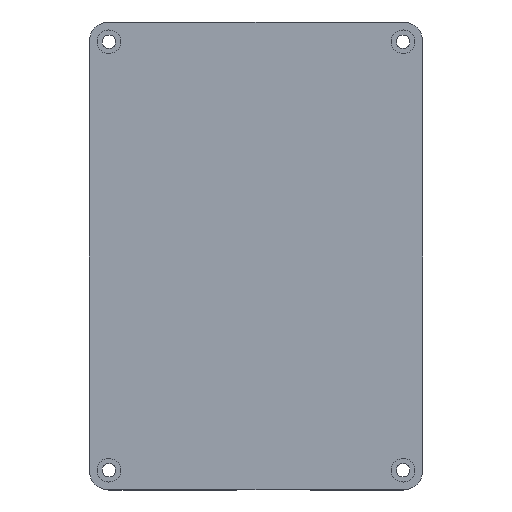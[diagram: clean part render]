
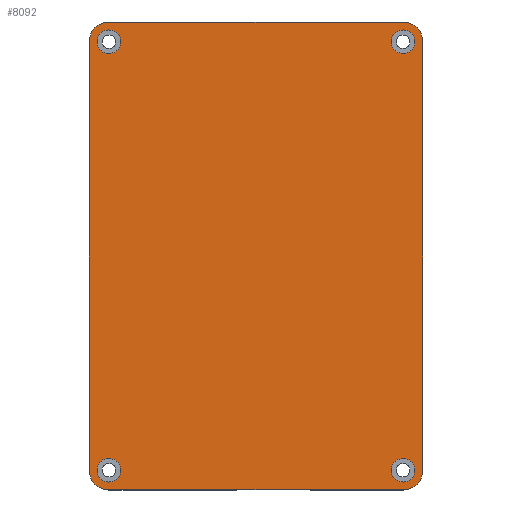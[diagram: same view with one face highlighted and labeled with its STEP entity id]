
A CAD part, front view. The second image highlights one B-rep face of the part: STEP entity #8092.
In plain terms, the highlighted planar face has unit normal (0, -1, 0).
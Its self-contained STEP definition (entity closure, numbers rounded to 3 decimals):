
#725=FACE_BOUND('',#1431,.T.);
#726=FACE_BOUND('',#1432,.T.);
#727=FACE_BOUND('',#1433,.T.);
#728=FACE_BOUND('',#1434,.T.);
#790=PLANE('',#8591);
#975=FACE_OUTER_BOUND('',#1430,.T.);
#1430=EDGE_LOOP('',(#5621,#5622,#5623,#5624,#5625,#5626,#5627,#5628));
#1431=EDGE_LOOP('',(#5629));
#1432=EDGE_LOOP('',(#5630));
#1433=EDGE_LOOP('',(#5631));
#1434=EDGE_LOOP('',(#5632));
#1920=LINE('',#10229,#2629);
#1933=LINE('',#10270,#2642);
#1936=LINE('',#10278,#2645);
#1938=LINE('',#10284,#2647);
#2629=VECTOR('',#8885,10.);
#2642=VECTOR('',#8920,10.);
#2645=VECTOR('',#8929,10.);
#2647=VECTOR('',#8937,10.);
#3331=CIRCLE('',#8552,5.);
#3339=CIRCLE('',#8563,5.);
#3340=CIRCLE('',#8566,5.);
#3341=CIRCLE('',#8569,5.);
#3343=CIRCLE('',#8580,3.);
#3345=CIRCLE('',#8583,3.);
#3347=CIRCLE('',#8586,3.);
#3349=CIRCLE('',#8589,3.);
#3420=VERTEX_POINT('',#10211);
#3421=VERTEX_POINT('',#10213);
#3427=VERTEX_POINT('',#10227);
#3443=VERTEX_POINT('',#10264);
#3444=VERTEX_POINT('',#10268);
#3445=VERTEX_POINT('',#10272);
#3446=VERTEX_POINT('',#10276);
#3447=VERTEX_POINT('',#10280);
#3455=VERTEX_POINT('',#10314);
#3457=VERTEX_POINT('',#10320);
#3459=VERTEX_POINT('',#10326);
#3461=VERTEX_POINT('',#10332);
#4258=EDGE_CURVE('',#3420,#3421,#3331,.T.);
#4266=EDGE_CURVE('',#3420,#3427,#1920,.T.);
#4285=EDGE_CURVE('',#3443,#3427,#3339,.T.);
#4287=EDGE_CURVE('',#3443,#3444,#1933,.T.);
#4289=EDGE_CURVE('',#3445,#3444,#3340,.T.);
#4291=EDGE_CURVE('',#3445,#3446,#1936,.T.);
#4293=EDGE_CURVE('',#3447,#3446,#3341,.T.);
#4294=EDGE_CURVE('',#3447,#3421,#1938,.T.);
#4310=EDGE_CURVE('',#3455,#3455,#3343,.T.);
#4313=EDGE_CURVE('',#3457,#3457,#3345,.T.);
#4316=EDGE_CURVE('',#3459,#3459,#3347,.T.);
#4319=EDGE_CURVE('',#3461,#3461,#3349,.T.);
#5621=ORIENTED_EDGE('',*,*,#4258,.F.);
#5622=ORIENTED_EDGE('',*,*,#4266,.T.);
#5623=ORIENTED_EDGE('',*,*,#4285,.F.);
#5624=ORIENTED_EDGE('',*,*,#4287,.T.);
#5625=ORIENTED_EDGE('',*,*,#4289,.F.);
#5626=ORIENTED_EDGE('',*,*,#4291,.T.);
#5627=ORIENTED_EDGE('',*,*,#4293,.F.);
#5628=ORIENTED_EDGE('',*,*,#4294,.T.);
#5629=ORIENTED_EDGE('',*,*,#4313,.F.);
#5630=ORIENTED_EDGE('',*,*,#4316,.F.);
#5631=ORIENTED_EDGE('',*,*,#4319,.F.);
#5632=ORIENTED_EDGE('',*,*,#4310,.F.);
#8092=ADVANCED_FACE('',(#975,#725,#726,#727,#728),#790,.F.);
#8552=AXIS2_PLACEMENT_3D('',#10214,#8874,#8875);
#8563=AXIS2_PLACEMENT_3D('',#10266,#8915,#8916);
#8566=AXIS2_PLACEMENT_3D('',#10274,#8924,#8925);
#8569=AXIS2_PLACEMENT_3D('',#10282,#8933,#8934);
#8580=AXIS2_PLACEMENT_3D('',#10316,#8970,#8971);
#8583=AXIS2_PLACEMENT_3D('',#10322,#8977,#8978);
#8586=AXIS2_PLACEMENT_3D('',#10328,#8984,#8985);
#8589=AXIS2_PLACEMENT_3D('',#10334,#8991,#8992);
#8591=AXIS2_PLACEMENT_3D('',#10336,#8995,#8996);
#8874=DIRECTION('center_axis',(0.,1.,0.));
#8875=DIRECTION('ref_axis',(-0.707,0.,-0.707));
#8885=DIRECTION('',(1.,0.,0.));
#8915=DIRECTION('center_axis',(0.,1.,0.));
#8916=DIRECTION('ref_axis',(0.707,0.,-0.707));
#8920=DIRECTION('',(0.,0.,1.));
#8924=DIRECTION('center_axis',(0.,1.,0.));
#8925=DIRECTION('ref_axis',(0.707,0.,0.707));
#8929=DIRECTION('',(-1.,0.,0.));
#8933=DIRECTION('center_axis',(0.,1.,0.));
#8934=DIRECTION('ref_axis',(-0.707,0.,0.707));
#8937=DIRECTION('',(0.,0.,-1.));
#8970=DIRECTION('center_axis',(0.,-1.,0.));
#8971=DIRECTION('ref_axis',(1.,0.,0.));
#8977=DIRECTION('center_axis',(0.,-1.,0.));
#8978=DIRECTION('ref_axis',(1.,0.,0.));
#8984=DIRECTION('center_axis',(0.,-1.,0.));
#8985=DIRECTION('ref_axis',(1.,0.,0.));
#8991=DIRECTION('center_axis',(0.,-1.,0.));
#8992=DIRECTION('ref_axis',(1.,0.,0.));
#8995=DIRECTION('center_axis',(0.,1.,0.));
#8996=DIRECTION('ref_axis',(1.,0.,0.));
#10211=CARTESIAN_POINT('',(-4.5,0.,-108.7));
#10213=CARTESIAN_POINT('',(-9.5,0.,-103.7));
#10214=CARTESIAN_POINT('Origin',(-4.5,0.,-103.7));
#10227=CARTESIAN_POINT('',(69.8,0.,-108.7));
#10229=CARTESIAN_POINT('',(-9.5,0.,-108.7));
#10264=CARTESIAN_POINT('',(74.8,0.,-103.7));
#10266=CARTESIAN_POINT('Origin',(69.8,0.,-103.7));
#10268=CARTESIAN_POINT('',(74.8,0.,4.5));
#10270=CARTESIAN_POINT('',(74.8,0.,-108.7));
#10272=CARTESIAN_POINT('',(69.8,0.,9.5));
#10274=CARTESIAN_POINT('Origin',(69.8,0.,4.5));
#10276=CARTESIAN_POINT('',(-4.5,0.,9.5));
#10278=CARTESIAN_POINT('',(74.8,0.,9.5));
#10280=CARTESIAN_POINT('',(-9.5,0.,4.5));
#10282=CARTESIAN_POINT('Origin',(-4.5,0.,4.5));
#10284=CARTESIAN_POINT('',(-9.5,0.,9.5));
#10314=CARTESIAN_POINT('',(66.8,0.,4.5));
#10316=CARTESIAN_POINT('Origin',(69.8,0.,4.5));
#10320=CARTESIAN_POINT('',(-7.5,0.,4.5));
#10322=CARTESIAN_POINT('Origin',(-4.5,0.,4.5));
#10326=CARTESIAN_POINT('',(-7.5,0.,-103.7));
#10328=CARTESIAN_POINT('Origin',(-4.5,0.,-103.7));
#10332=CARTESIAN_POINT('',(66.8,0.,-103.7));
#10334=CARTESIAN_POINT('Origin',(69.8,0.,-103.7));
#10336=CARTESIAN_POINT('Origin',(32.65,0.,-49.6));
